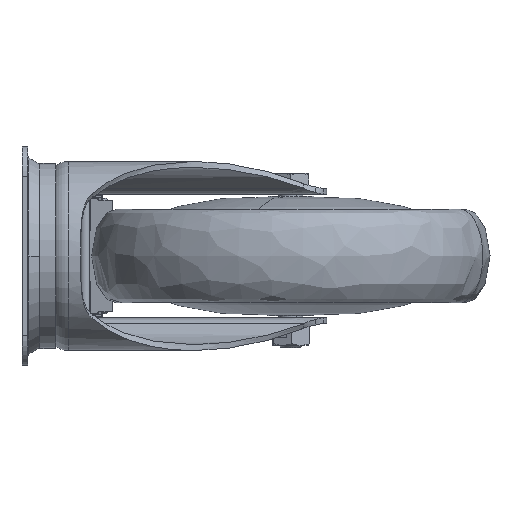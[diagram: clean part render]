
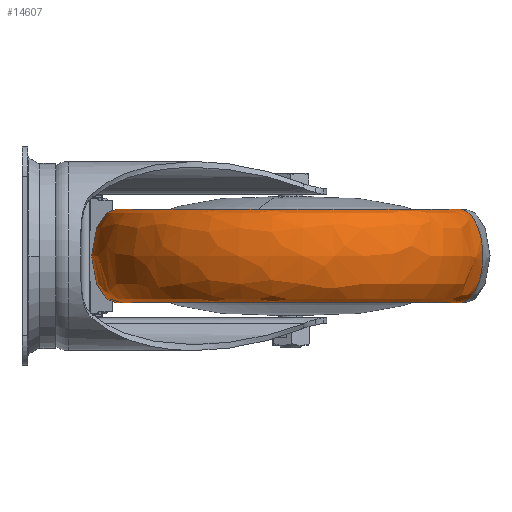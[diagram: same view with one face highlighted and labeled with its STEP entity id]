
A CAD part, left-side view. The second image highlights one B-rep face of the part: STEP entity #14607.
In plain terms, the highlighted free-form (B-spline) face has degree [3, 3] with [4, 4] control points.
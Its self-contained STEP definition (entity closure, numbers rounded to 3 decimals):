
#264 = DIRECTION ( 'NONE',  ( 0., 0., -1. ) ) ;
#4902 = CARTESIAN_POINT ( 'NONE',  ( -191.723, -184.082, 23.5 ) ) ;
#8254 = FACE_OUTER_BOUND ( 'NONE', #18415, .T. ) ;
#10496 = CARTESIAN_POINT ( 'NONE',  ( -136.896, -173.175, 23.5 ) ) ;
#10822 = ORIENTED_EDGE ( 'NONE', *, *, #39909, .T. ) ;
#11592 = CARTESIAN_POINT ( 'NONE',  ( 78.109, -50.607, 23.5 ) ) ;
#12959 = CARTESIAN_POINT ( 'NONE',  ( 55., -135., -23.5 ) ) ;
#13248 = CARTESIAN_POINT ( 'NONE',  ( 31.891, -219.393, -23.5 ) ) ;
#14466 = CARTESIAN_POINT ( 'NONE',  ( 78.109, -50.607, -23.5 ) ) ;
#14607 = ADVANCED_FACE ( 'NONE', ( #8254 ), #46145, .T. ) ;
#15425 = CARTESIAN_POINT ( 'NONE',  ( 78.109, -50.607, 23.5 ) ) ;
#17808 = CARTESIAN_POINT ( 'NONE',  ( 78.109, -50.607, -23.5 ) ) ;
#18141 = CARTESIAN_POINT ( 'NONE',  ( 84.712, -26.494, -23.5 ) ) ;
#18415 = EDGE_LOOP ( 'NONE', ( #23943, #21449, #49896, #10822 ) ) ;
#20337 = CARTESIAN_POINT ( 'NONE',  ( -136.896, -173.175, -23.5 ) ) ;
#21449 = ORIENTED_EDGE ( 'NONE', *, *, #54189, .F. ) ;
#23060 = CARTESIAN_POINT ( 'NONE',  ( 31.891, -219.393, 23.5 ) ) ;
#23782 = CARTESIAN_POINT ( 'NONE',  ( 31.891, -219.393, -23.5 ) ) ;
#23943 = ORIENTED_EDGE ( 'NONE', *, *, #57448, .F. ) ;
#23954 = CARTESIAN_POINT ( 'NONE',  ( 55., -135., 23.5 ) ) ;
#24290 = CARTESIAN_POINT ( 'NONE',  ( 25.288, -243.506, -23.5 ) ) ;
#24938 = CARTESIAN_POINT ( 'NONE',  ( -132.3, 32.929, 23.5 ) ) ;
#25255 = CARTESIAN_POINT ( 'NONE',  ( -132.3, 32.929, -23.5 ) ) ;
#27079 = AXIS2_PLACEMENT_3D ( 'NONE', #23954, #264, #33762 ) ;
#27582 = CARTESIAN_POINT ( 'NONE',  ( 78.109, -50.607, -23.5 ) ) ;
#27982 = DIRECTION ( 'NONE',  ( 0., 0., -1. ) ) ;
#31203 = CIRCLE ( 'NONE', #27079, 87.5 ) ;
#33762 = DIRECTION ( 'NONE',  ( 0.964, -0.264, 0. ) ) ;
#34435 = CARTESIAN_POINT ( 'NONE',  ( -191.723, -184.082, -23.5 ) ) ;
#34765 = CARTESIAN_POINT ( 'NONE',  ( -90.677, -4.389, 23.5 ) ) ;
#36680 =( BOUNDED_CURVE ( )  B_SPLINE_CURVE ( 3, ( #17808, #18141, #61714, #11592 ),
 .UNSPECIFIED., .F., .F. ) 
 B_SPLINE_CURVE_WITH_KNOTS ( ( 4, 4 ),
 ( 0., 1. ),
 .UNSPECIFIED. ) 
 CURVE ( )  GEOMETRIC_REPRESENTATION_ITEM ( )  RATIONAL_B_SPLINE_CURVE ( ( 1., 0.333, 0.333, 1. ) ) 
 REPRESENTATION_ITEM ( '' )  );
#37406 = VERTEX_POINT ( 'NONE', #23782 ) ;
#37488 = CARTESIAN_POINT ( 'NONE',  ( 25.288, -243.506, -23.5 ) ) ;
#37549 = AXIS2_PLACEMENT_3D ( 'NONE', #12959, #27982, #63054 ) ;
#39909 = EDGE_CURVE ( 'NONE', #57138, #58932, #31203, .T. ) ;
#40002 = CARTESIAN_POINT ( 'NONE',  ( 84.712, -26.494, -23.5 ) ) ;
#41601 = CARTESIAN_POINT ( 'NONE',  ( 78.109, -50.607, 23.5 ) ) ;
#43383 = CARTESIAN_POINT ( 'NONE',  ( 25.288, -243.506, 23.5 ) ) ;
#44897 = CARTESIAN_POINT ( 'NONE',  ( 31.891, -219.393, 23.5 ) ) ;
#45739 = CARTESIAN_POINT ( 'NONE',  ( 31.891, -219.393, 23.5 ) ) ;
#46145 =( BOUNDED_SURFACE ( )  B_SPLINE_SURFACE ( 3, 3, ( 
 ( #49194, #20337, #54734, #14466 ),
 ( #24290, #34435, #25255, #40002 ),
 ( #60285, #4902, #24938, #54410 ),
 ( #44897, #10496, #34765, #15425 ) ),
 .UNSPECIFIED., .F., .F., .F. ) 
 B_SPLINE_SURFACE_WITH_KNOTS ( ( 4, 4 ),
 ( 4, 4 ),
 ( 0., 1. ),
 ( 0., 1. ),
 .UNSPECIFIED. ) 
 GEOMETRIC_REPRESENTATION_ITEM ( )  RATIONAL_B_SPLINE_SURFACE ( (
 ( 1., 0.333, 0.333, 1.),
 ( 0.333, 0.111, 0.111, 0.333),
 ( 0.333, 0.111, 0.111, 0.333),
 ( 1., 0.333, 0.333, 1.) ) ) 
 REPRESENTATION_ITEM ( '' )  SURFACE ( )  );
#49194 = CARTESIAN_POINT ( 'NONE',  ( 31.891, -219.393, -23.5 ) ) ;
#49534 = VERTEX_POINT ( 'NONE', #27582 ) ;
#49896 = ORIENTED_EDGE ( 'NONE', *, *, #51115, .T. ) ;
#51115 = EDGE_CURVE ( 'NONE', #37406, #57138, #61353, .T. ) ;
#54189 = EDGE_CURVE ( 'NONE', #37406, #49534, #56363, .T. ) ;
#54410 = CARTESIAN_POINT ( 'NONE',  ( 84.712, -26.494, 23.5 ) ) ;
#54734 = CARTESIAN_POINT ( 'NONE',  ( -90.677, -4.389, -23.5 ) ) ;
#56363 = CIRCLE ( 'NONE', #37549, 87.5 ) ;
#57138 = VERTEX_POINT ( 'NONE', #45739 ) ;
#57448 = EDGE_CURVE ( 'NONE', #49534, #58932, #36680, .T. ) ;
#58932 = VERTEX_POINT ( 'NONE', #41601 ) ;
#60285 = CARTESIAN_POINT ( 'NONE',  ( 25.288, -243.506, 23.5 ) ) ;
#61353 =( BOUNDED_CURVE ( )  B_SPLINE_CURVE ( 3, ( #13248, #37488, #43383, #23060 ),
 .UNSPECIFIED., .F., .F. ) 
 B_SPLINE_CURVE_WITH_KNOTS ( ( 4, 4 ),
 ( 0., 1. ),
 .UNSPECIFIED. ) 
 CURVE ( )  GEOMETRIC_REPRESENTATION_ITEM ( )  RATIONAL_B_SPLINE_CURVE ( ( 1., 0.333, 0.333, 1. ) ) 
 REPRESENTATION_ITEM ( '' )  );
#61714 = CARTESIAN_POINT ( 'NONE',  ( 84.712, -26.494, 23.5 ) ) ;
#63054 = DIRECTION ( 'NONE',  ( 0.964, -0.264, 0. ) ) ;
